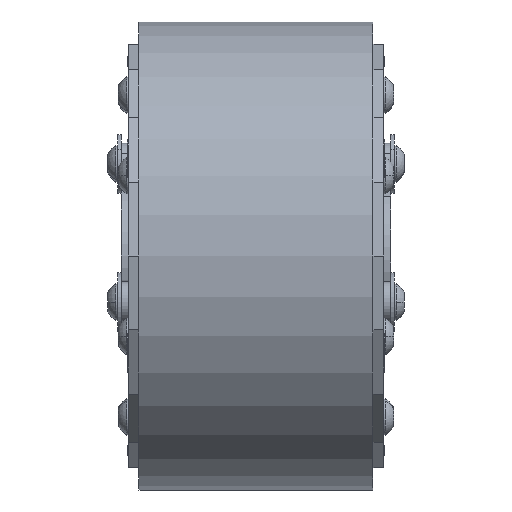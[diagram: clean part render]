
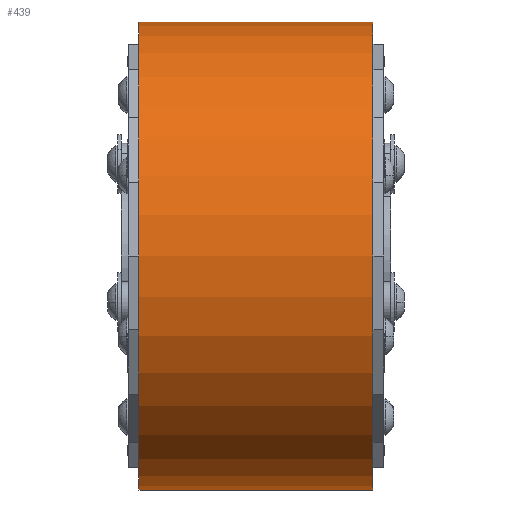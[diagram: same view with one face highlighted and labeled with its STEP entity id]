
A CAD part, left-side view. The second image highlights one B-rep face of the part: STEP entity #439.
In plain terms, the highlighted cylindrical face has radius 50.8 mm (diameter 101.6 mm), a partial arc.
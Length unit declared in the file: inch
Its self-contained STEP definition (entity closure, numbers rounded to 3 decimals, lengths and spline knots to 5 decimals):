
#377 = ORIENTED_EDGE ( 'NONE', *, *, #428, .F. ) ;
#378 = ORIENTED_EDGE ( 'NONE', *, *, #446, .F. ) ;
#388 = VERTEX_POINT ( 'NONE', #6813 ) ;
#389 = VERTEX_POINT ( 'NONE', #6812 ) ;
#390 = ORIENTED_EDGE ( 'NONE', *, *, #471, .T. ) ;
#392 = EDGE_CURVE ( 'NONE', #389, #433, #6810, .T. ) ;
#423 = ORIENTED_EDGE ( 'NONE', *, *, #392, .T. ) ;
#427 = VERTEX_POINT ( 'NONE', #6902 ) ;
#428 = EDGE_CURVE ( 'NONE', #427, #433, #6901, .T. ) ;
#433 = VERTEX_POINT ( 'NONE', #6919 ) ;
#439 = ADVANCED_FACE ( 'NONE', ( #6912 ), #6911, .T. ) ;
#440 = EDGE_LOOP ( 'NONE', ( #377, #378, #390, #423 ) ) ;
#446 = EDGE_CURVE ( 'NONE', #388, #427, #6896, .T. ) ;
#471 = EDGE_CURVE ( 'NONE', #388, #389, #3075, .T. ) ;
#3075 = LINE ( 'NONE', #3085, #3084 ) ;
#3083 = DIRECTION ( 'NONE',  ( 0., -1., 0. ) ) ;
#3084 = VECTOR ( 'NONE', #3083, 39.37008 ) ;
#3085 = CARTESIAN_POINT ( 'NONE',  ( 0., 1., -2. ) ) ;
#6784 = CARTESIAN_POINT ( 'NONE',  ( 0., 1., 0. ) ) ;
#6809 = AXIS2_PLACEMENT_3D ( 'NONE', #6831, #6830, #6829 ) ;
#6810 = CIRCLE ( 'NONE', #6809, 2. ) ;
#6812 = CARTESIAN_POINT ( 'NONE',  ( 0., -1., -2. ) ) ;
#6813 = CARTESIAN_POINT ( 'NONE',  ( 0., 1., -2. ) ) ;
#6829 = DIRECTION ( 'NONE',  ( 0., 0., 1. ) ) ;
#6830 = DIRECTION ( 'NONE',  ( 0., 1., 0. ) ) ;
#6831 = CARTESIAN_POINT ( 'NONE',  ( 0., -1., 0. ) ) ;
#6893 = DIRECTION ( 'NONE',  ( 0., 0., 1. ) ) ;
#6894 = DIRECTION ( 'NONE',  ( 0., 1., 0. ) ) ;
#6895 = AXIS2_PLACEMENT_3D ( 'NONE', #6784, #6894, #6893 ) ;
#6896 = CIRCLE ( 'NONE', #6895, 2. ) ;
#6898 = DIRECTION ( 'NONE',  ( 0., -1., 0. ) ) ;
#6899 = VECTOR ( 'NONE', #6898, 39.37008 ) ;
#6900 = CARTESIAN_POINT ( 'NONE',  ( 0., 1., 2. ) ) ;
#6901 = LINE ( 'NONE', #6900, #6899 ) ;
#6902 = CARTESIAN_POINT ( 'NONE',  ( 0., 1., 2. ) ) ;
#6906 = DIRECTION ( 'NONE',  ( 0., 0., -1. ) ) ;
#6907 = DIRECTION ( 'NONE',  ( 0., -1., 0. ) ) ;
#6908 = CARTESIAN_POINT ( 'NONE',  ( 0., 1., 0. ) ) ;
#6909 = AXIS2_PLACEMENT_3D ( 'NONE', #6908, #6907, #6906 ) ;
#6911 = CYLINDRICAL_SURFACE ( 'NONE', #6909, 2. ) ;
#6912 = FACE_OUTER_BOUND ( 'NONE', #440, .T. ) ;
#6919 = CARTESIAN_POINT ( 'NONE',  ( 0., -1., 2. ) ) ;
